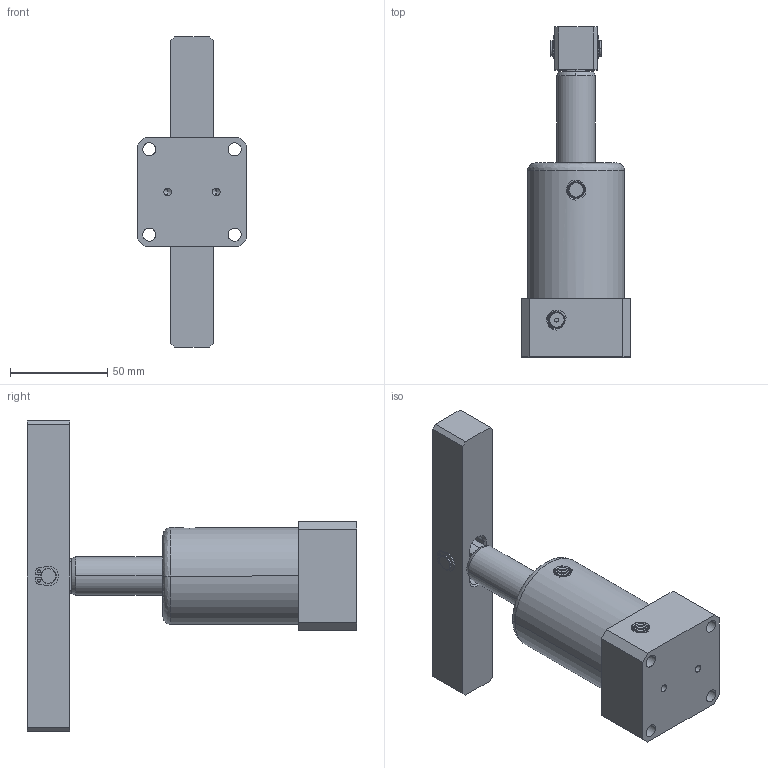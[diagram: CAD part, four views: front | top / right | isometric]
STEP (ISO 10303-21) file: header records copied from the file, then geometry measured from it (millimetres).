
FILE_DESCRIPTION (( 'STEP AP214' ), '1' );
FILE_NAME ('chs-32d-e_asm.STEP', '2020-02-12T03:16:02', ( '' ), ( '' ), 'SwSTEP 2.0', 'SolidWorks 2016', '' );
FILE_SCHEMA (( 'AUTOMOTIVE_DESIGN' ));
Length unit declared in the file: millimetre
Products named in the file (6): Xiaozhou; 轴8挡圈; CHS-32D-01_1; CHS-32D-02-E_1; CHS-32-03-E; chs-32d-e_asm
Assembly tree (6 placements, depth 2):
  chs-32d-e_asm
    CHS-32-03-E
    CHS-32D-02-E_1
    CHS-32D-01_1
    轴8挡圈  x2
    Xiaozhou
Bounding box: 56 x 170 x 160 mm (x, y, z)
Volume: 329275 mm3; surface area: 55271 mm2
Topology: 7 solids, 8 shells, 236 faces, 682 edges, 469 vertices
Faces by surface type: cylinder 88, cone 75, plane 57, bspline 16
Entity records: 17056 total; most frequent: CARTESIAN_POINT 11732, ORIENTED_EDGE 1220, DIRECTION 811, EDGE_CURVE 610, VERTEX_POINT 425, AXIS2_PLACEMENT_3D 323, B_SPLINE_CURVE_WITH_KNOTS 322, EDGE_LOOP 245
